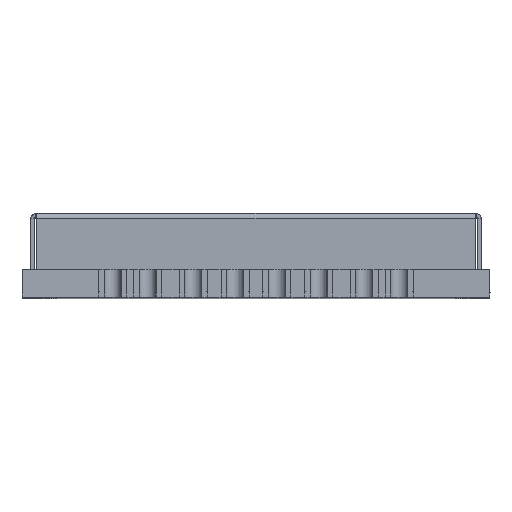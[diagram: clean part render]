
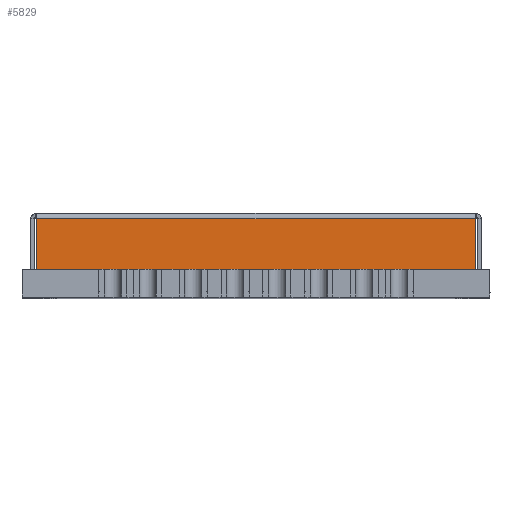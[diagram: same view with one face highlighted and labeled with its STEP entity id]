
A CAD part, top view. The second image highlights one B-rep face of the part: STEP entity #5829.
In plain terms, the highlighted planar face has unit normal (0, 0, 1).
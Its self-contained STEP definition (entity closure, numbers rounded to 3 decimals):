
#313 = VERTEX_POINT ( 'NONE', #19997 ) ;
#467 = VECTOR ( 'NONE', #9184, 1000. ) ;
#1031 = ORIENTED_EDGE ( 'NONE', *, *, #11744, .F. ) ;
#1345 = CARTESIAN_POINT ( 'NONE',  ( 6.279, 0.8, 12.2 ) ) ;
#1933 = ORIENTED_EDGE ( 'NONE', *, *, #16328, .T. ) ;
#2418 = LINE ( 'NONE', #19602, #17718 ) ;
#3699 = LINE ( 'NONE', #8636, #4982 ) ;
#3949 = CARTESIAN_POINT ( 'NONE',  ( -6.279, 2.25, 12.2 ) ) ;
#4241 = ORIENTED_EDGE ( 'NONE', *, *, #11862, .T. ) ;
#4982 = VECTOR ( 'NONE', #8698, 1000. ) ;
#5829 = ADVANCED_FACE ( 'NONE', ( #19986 ), #18569, .T. ) ;
#6055 = CARTESIAN_POINT ( 'NONE',  ( 0., 2.25, 12.2 ) ) ;
#6073 = VECTOR ( 'NONE', #8588, 1000. ) ;
#7221 = DIRECTION ( 'NONE',  ( 0., 0., 1. ) ) ;
#8396 = VERTEX_POINT ( 'NONE', #9410 ) ;
#8588 = DIRECTION ( 'NONE',  ( 0., 1., 0. ) ) ;
#8636 = CARTESIAN_POINT ( 'NONE',  ( 6.279, 0., 12.2 ) ) ;
#8698 = DIRECTION ( 'NONE',  ( 0., 1., 0. ) ) ;
#8849 = CARTESIAN_POINT ( 'NONE',  ( 0., 0., 12.2 ) ) ;
#8866 = LINE ( 'NONE', #16695, #6073 ) ;
#9184 = DIRECTION ( 'NONE',  ( -1., 0., 0. ) ) ;
#9410 = CARTESIAN_POINT ( 'NONE',  ( -6.279, 0.8, 12.2 ) ) ;
#10363 = VERTEX_POINT ( 'NONE', #1345 ) ;
#11602 = DIRECTION ( 'NONE',  ( -1., 0., 0. ) ) ;
#11744 = EDGE_CURVE ( 'NONE', #10363, #8396, #2418, .T. ) ;
#11862 = EDGE_CURVE ( 'NONE', #10363, #313, #3699, .T. ) ;
#13014 = EDGE_LOOP ( 'NONE', ( #16989, #1031, #4241, #1933 ) ) ;
#14247 = DIRECTION ( 'NONE',  ( 0., -1., 0. ) ) ;
#16126 = VERTEX_POINT ( 'NONE', #3949 ) ;
#16328 = EDGE_CURVE ( 'NONE', #313, #16126, #17028, .T. ) ;
#16664 = AXIS2_PLACEMENT_3D ( 'NONE', #8849, #7221, #14247 ) ;
#16695 = CARTESIAN_POINT ( 'NONE',  ( -6.279, 2.3, 12.2 ) ) ;
#16989 = ORIENTED_EDGE ( 'NONE', *, *, #17058, .F. ) ;
#17028 = LINE ( 'NONE', #6055, #467 ) ;
#17058 = EDGE_CURVE ( 'NONE', #8396, #16126, #8866, .T. ) ;
#17718 = VECTOR ( 'NONE', #11602, 1000. ) ;
#18569 = PLANE ( 'NONE',  #16664 ) ;
#19602 = CARTESIAN_POINT ( 'NONE',  ( -6.45, 0.8, 12.2 ) ) ;
#19986 = FACE_OUTER_BOUND ( 'NONE', #13014, .T. ) ;
#19997 = CARTESIAN_POINT ( 'NONE',  ( 6.279, 2.25, 12.2 ) ) ;
